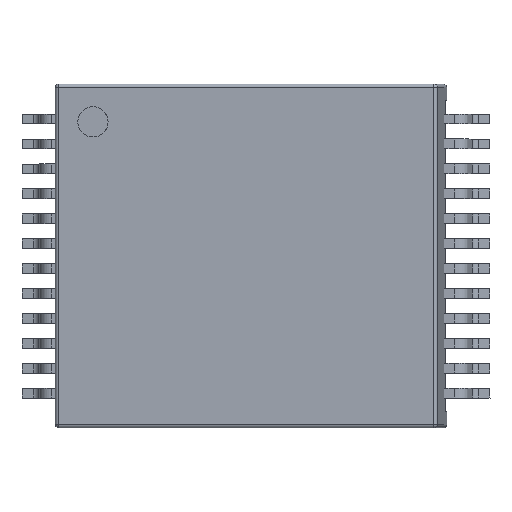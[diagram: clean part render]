
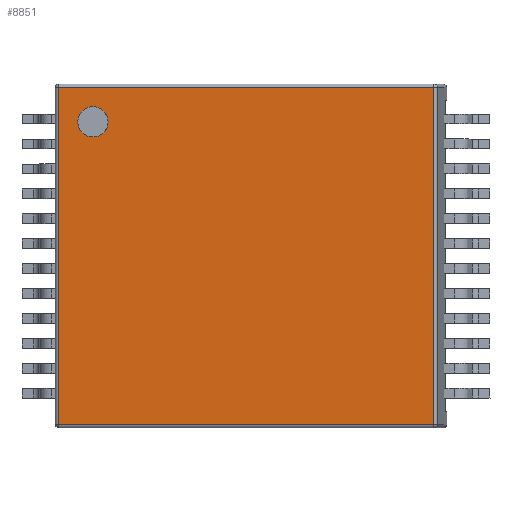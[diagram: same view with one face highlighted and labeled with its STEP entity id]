
A CAD part, top view. The second image highlights one B-rep face of the part: STEP entity #8851.
In plain terms, the highlighted planar face has unit normal (-0.07, 0, 0.998).
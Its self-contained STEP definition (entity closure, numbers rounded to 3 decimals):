
#70=FACE_BOUND('',#1677,.T.);
#293=PLANE('',#9517);
#1170=FACE_OUTER_BOUND('',#1676,.T.);
#1676=EDGE_LOOP('',(#7875,#7876,#7877,#7878));
#1677=EDGE_LOOP('',(#7879));
#2613=LINE('',#14017,#3608);
#2614=LINE('',#14019,#3609);
#2615=LINE('',#14021,#3610);
#2616=LINE('',#14022,#3611);
#3608=VECTOR('',#11499,1000.);
#3609=VECTOR('',#11500,1000.);
#3610=VECTOR('',#11501,1000.);
#3611=VECTOR('',#11502,1000.);
#3807=CIRCLE('',#9006,0.6);
#4013=VERTEX_POINT('',#12009);
#4710=VERTEX_POINT('',#14015);
#4711=VERTEX_POINT('',#14016);
#4712=VERTEX_POINT('',#14018);
#4713=VERTEX_POINT('',#14020);
#4812=EDGE_CURVE('',#4013,#4013,#3807,.T.);
#5801=EDGE_CURVE('',#4710,#4711,#2613,.T.);
#5802=EDGE_CURVE('',#4711,#4712,#2614,.T.);
#5803=EDGE_CURVE('',#4712,#4713,#2615,.T.);
#5804=EDGE_CURVE('',#4713,#4710,#2616,.T.);
#7875=ORIENTED_EDGE('',*,*,#5801,.T.);
#7876=ORIENTED_EDGE('',*,*,#5802,.T.);
#7877=ORIENTED_EDGE('',*,*,#5803,.T.);
#7878=ORIENTED_EDGE('',*,*,#5804,.T.);
#7879=ORIENTED_EDGE('',*,*,#4812,.F.);
#8851=ADVANCED_FACE('',(#1170,#70),#293,.F.);
#9006=AXIS2_PLACEMENT_3D('',#12011,#9679,#9680);
#9517=AXIS2_PLACEMENT_3D('',#14014,#11497,#11498);
#9679=DIRECTION('center_axis',(-0.07,0.,
0.998));
#9680=DIRECTION('ref_axis',(0.,-1.,0.));
#11497=DIRECTION('center_axis',(0.07,0.,
-0.998));
#11498=DIRECTION('ref_axis',(0.,1.,0.));
#11499=DIRECTION('',(0.,-1.,0.));
#11500=DIRECTION('',(0.998,0.,0.07));
#11501=DIRECTION('',(0.,1.,0.));
#11502=DIRECTION('',(-0.998,0.,-0.07));
#12009=CARTESIAN_POINT('',(-6.452,5.92,4.78));
#12011=CARTESIAN_POINT('Origin',(-6.452,5.32,4.78));
#14014=CARTESIAN_POINT('Origin',(-0.372,0.,
5.205));
#14015=CARTESIAN_POINT('',(-7.818,6.69,4.684));
#14016=CARTESIAN_POINT('',(-7.818,-6.69,4.684));
#14017=CARTESIAN_POINT('',(-7.818,0.,4.684));
#14018=CARTESIAN_POINT('',(7.075,-6.69,5.726));
#14019=CARTESIAN_POINT('',(-0.372,-6.69,5.205));
#14020=CARTESIAN_POINT('',(7.075,6.69,5.726));
#14021=CARTESIAN_POINT('',(7.075,0.,5.726));
#14022=CARTESIAN_POINT('',(-0.372,6.69,5.205));
